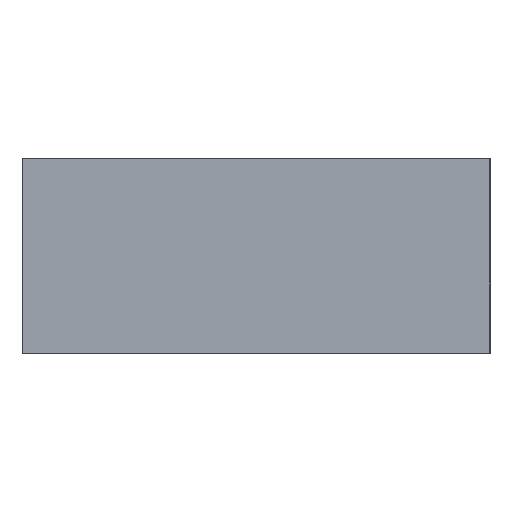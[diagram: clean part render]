
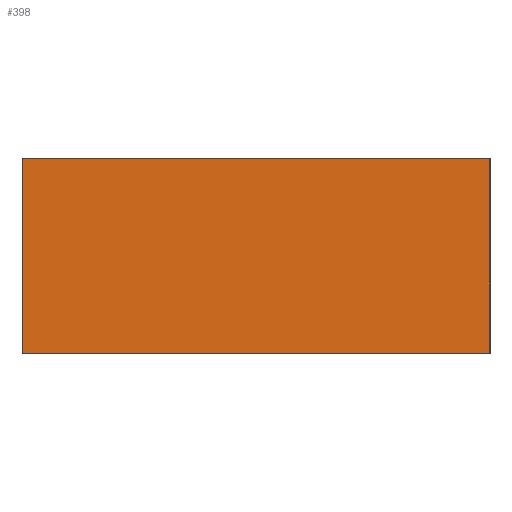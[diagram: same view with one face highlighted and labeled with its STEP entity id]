
A CAD part, top view. The second image highlights one B-rep face of the part: STEP entity #398.
In plain terms, the highlighted face is planar.
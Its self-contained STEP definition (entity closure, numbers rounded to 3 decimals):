
#398=ADVANCED_FACE('',(#507),#1754,.T.);
#507=FACE_OUTER_BOUND('',#617,.T.);
#617=EDGE_LOOP('',(#1006,#1007,#1008,#1009));
#1006=ORIENTED_EDGE('',*,*,#1287,.F.);
#1007=ORIENTED_EDGE('',*,*,#1288,.F.);
#1008=ORIENTED_EDGE('',*,*,#1289,.F.);
#1009=ORIENTED_EDGE('',*,*,#1286,.F.);
#1286=EDGE_CURVE('',#1660,#1661,#1512,.T.);
#1287=EDGE_CURVE('',#1662,#1660,#1513,.T.);
#1288=EDGE_CURVE('',#1663,#1662,#1514,.T.);
#1289=EDGE_CURVE('',#1661,#1663,#1515,.T.);
#1512=B_SPLINE_CURVE_WITH_KNOTS('',1,(#3038,#3039),.UNSPECIFIED.,.F.,.F.,
(2,2),(-498.,0.),.UNSPECIFIED.);
#1513=B_SPLINE_CURVE_WITH_KNOTS('',1,(#3040,#3041),.UNSPECIFIED.,.F.,.F.,
(2,2),(-1198.,0.),.UNSPECIFIED.);
#1514=B_SPLINE_CURVE_WITH_KNOTS('',1,(#3042,#3043),.UNSPECIFIED.,.F.,.F.,
(2,2),(-498.,0.),.UNSPECIFIED.);
#1515=B_SPLINE_CURVE_WITH_KNOTS('',1,(#3044,#3045),.UNSPECIFIED.,.F.,.F.,
(2,2),(-1198.,0.),.UNSPECIFIED.);
#1660=VERTEX_POINT('',#2984);
#1661=VERTEX_POINT('',#2985);
#1662=VERTEX_POINT('',#2986);
#1663=VERTEX_POINT('',#2987);
#1754=PLANE('',#1974);
#1974=AXIS2_PLACEMENT_3D('',#2675,#2099,$);
#2099=DIRECTION('',(0.,1.,0.));
#2675=CARTESIAN_POINT('',(-718.8,90.,298.8));
#2984=CARTESIAN_POINT('',(599.,90.,-249.));
#2985=CARTESIAN_POINT('',(599.,90.,249.));
#2986=CARTESIAN_POINT('',(-599.,90.,-249.));
#2987=CARTESIAN_POINT('',(-599.,90.,249.));
#3038=CARTESIAN_POINT('',(599.,90.,-249.));
#3039=CARTESIAN_POINT('',(599.,90.,249.));
#3040=CARTESIAN_POINT('',(-599.,90.,-249.));
#3041=CARTESIAN_POINT('',(599.,90.,-249.));
#3042=CARTESIAN_POINT('',(-599.,90.,249.));
#3043=CARTESIAN_POINT('',(-599.,90.,-249.));
#3044=CARTESIAN_POINT('',(599.,90.,249.));
#3045=CARTESIAN_POINT('',(-599.,90.,249.));
